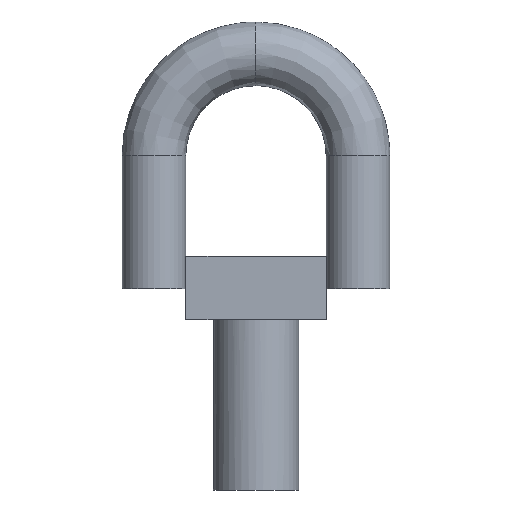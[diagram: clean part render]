
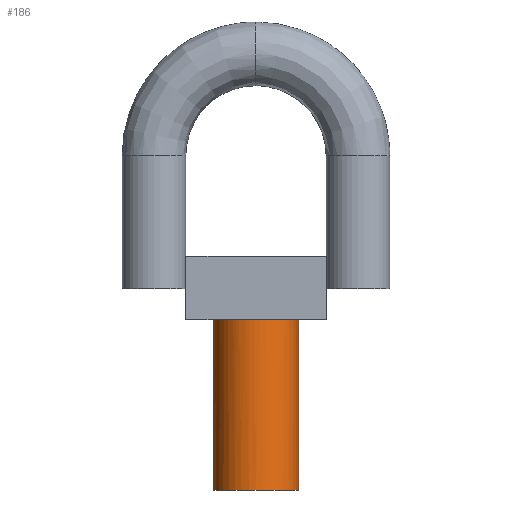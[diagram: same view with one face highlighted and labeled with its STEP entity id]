
A CAD part, front view. The second image highlights one B-rep face of the part: STEP entity #186.
In plain terms, the highlighted cylindrical face has radius 6.352 mm (diameter 12.704 mm), a partial arc.
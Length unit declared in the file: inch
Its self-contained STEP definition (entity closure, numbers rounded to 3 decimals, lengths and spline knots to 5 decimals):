
#186=ADVANCED_FACE('',(#361),#362,.T.);
#361=FACE_OUTER_BOUND('',#922,.T.);
#362=CYLINDRICAL_SURFACE('',#923,0.25009);
#922=EDGE_LOOP('',(#1322,#1323,#1324,#1325,#1326,#1327,#1328,#1329,#1330,#1331,#1332,#1333,#1334,#1335,#1336,#1337,#1338,#1339,#1340,#1341,#1342,#1343,#1344));
#923=AXIS2_PLACEMENT_3D('',#1345,#1346,#1347);
#1322=ORIENTED_EDGE('',*,*,#1435,.F.);
#1323=ORIENTED_EDGE('',*,*,#1410,.F.);
#1324=ORIENTED_EDGE('',*,*,#1395,.F.);
#1325=ORIENTED_EDGE('',*,*,#1384,.F.);
#1326=ORIENTED_EDGE('',*,*,#1459,.F.);
#1327=ORIENTED_EDGE('',*,*,#1512,.F.);
#1328=ORIENTED_EDGE('',*,*,#1535,.F.);
#1329=ORIENTED_EDGE('',*,*,#1491,.F.);
#1330=ORIENTED_EDGE('',*,*,#1359,.F.);
#1331=ORIENTED_EDGE('',*,*,#1493,.F.);
#1332=ORIENTED_EDGE('',*,*,#1405,.F.);
#1333=ORIENTED_EDGE('',*,*,#1510,.F.);
#1334=ORIENTED_EDGE('',*,*,#1466,.F.);
#1335=ORIENTED_EDGE('',*,*,#1500,.F.);
#1336=ORIENTED_EDGE('',*,*,#1445,.F.);
#1337=ORIENTED_EDGE('',*,*,#1501,.F.);
#1338=ORIENTED_EDGE('',*,*,#1468,.F.);
#1339=ORIENTED_EDGE('',*,*,#1509,.F.);
#1340=ORIENTED_EDGE('',*,*,#1547,.F.);
#1341=ORIENTED_EDGE('',*,*,#1484,.F.);
#1342=ORIENTED_EDGE('',*,*,#1431,.F.);
#1343=ORIENTED_EDGE('',*,*,#1436,.F.);
#1344=ORIENTED_EDGE('',*,*,#1400,.T.);
#1345=CARTESIAN_POINT('',(0.41174,0.41174,0.37504));
#1346=DIRECTION('',(-0.0,-0.0,1.0));
#1347=DIRECTION('',(1.0,0.0,0.0));
#1359=EDGE_CURVE('',#1553,#1554,#1555,.T.);
#1384=EDGE_CURVE('',#1599,#1601,#1602,.T.);
#1395=EDGE_CURVE('',#1601,#1621,#1622,.T.);
#1400=EDGE_CURVE('',#1627,#1626,#1629,.T.);
#1405=EDGE_CURVE('',#1635,#1636,#1637,.T.);
#1410=EDGE_CURVE('',#1621,#1644,#1645,.T.);
#1431=EDGE_CURVE('',#1679,#1681,#1682,.T.);
#1435=EDGE_CURVE('',#1644,#1626,#1686,.T.);
#1436=EDGE_CURVE('',#1627,#1679,#1687,.T.);
#1445=EDGE_CURVE('',#1699,#1700,#1701,.T.);
#1459=EDGE_CURVE('',#1718,#1599,#1720,.T.);
#1466=EDGE_CURVE('',#1731,#1732,#1733,.T.);
#1468=EDGE_CURVE('',#1734,#1736,#1737,.T.);
#1484=EDGE_CURVE('',#1681,#1755,#1756,.T.);
#1491=EDGE_CURVE('',#1554,#1764,#1765,.T.);
#1493=EDGE_CURVE('',#1636,#1553,#1767,.T.);
#1500=EDGE_CURVE('',#1700,#1731,#1775,.T.);
#1501=EDGE_CURVE('',#1736,#1699,#1776,.T.);
#1509=EDGE_CURVE('',#1784,#1734,#1786,.T.);
#1510=EDGE_CURVE('',#1732,#1635,#1787,.T.);
#1512=EDGE_CURVE('',#1788,#1718,#1790,.T.);
#1535=EDGE_CURVE('',#1764,#1788,#1817,.T.);
#1547=EDGE_CURVE('',#1755,#1784,#1829,.T.);
#1553=VERTEX_POINT('',#1835);
#1554=VERTEX_POINT('',#1836);
#1555=CIRCLE('',#1837,0.25009);
#1599=VERTEX_POINT('',#1911);
#1601=VERTEX_POINT('',#1916);
#1602=CIRCLE('',#1917,0.25009);
#1621=VERTEX_POINT('',#1963);
#1622=LINE('',#1964,#1965);
#1626=VERTEX_POINT('',#1973);
#1627=VERTEX_POINT('',#1974);
#1629=CIRCLE('',#1976,0.25009);
#1635=VERTEX_POINT('',#1986);
#1636=VERTEX_POINT('',#1987);
#1637=LINE('',#1988,#1989);
#1644=VERTEX_POINT('',#2003);
#1645=CIRCLE('',#2004,0.25009);
#1679=VERTEX_POINT('',#2055);
#1681=VERTEX_POINT('',#2057);
#1682=CIRCLE('',#2058,0.25009);
#1686=LINE('',#2068,#2069);
#1687=LINE('',#2070,#2071);
#1699=VERTEX_POINT('',#2087);
#1700=VERTEX_POINT('',#2088);
#1701=CIRCLE('',#2089,0.25009);
#1718=VERTEX_POINT('',#2119);
#1720=LINE('',#2124,#2125);
#1731=VERTEX_POINT('',#2146);
#1732=VERTEX_POINT('',#2147);
#1733=LINE('',#2148,#2149);
#1734=VERTEX_POINT('',#2150);
#1736=VERTEX_POINT('',#2155);
#1737=LINE('',#2156,#2157);
#1755=VERTEX_POINT('',#2194);
#1756=CIRCLE('',#2195,0.25009);
#1764=VERTEX_POINT('',#2213);
#1765=CIRCLE('',#2214,0.25009);
#1767=CIRCLE('',#2219,0.25009);
#1775=CIRCLE('',#2237,0.25009);
#1776=CIRCLE('',#2238,0.25009);
#1784=VERTEX_POINT('',#2256);
#1786=CIRCLE('',#2261,0.25009);
#1787=CIRCLE('',#2262,0.25009);
#1788=VERTEX_POINT('',#2263);
#1790=CIRCLE('',#2268,0.25009);
#1817=LINE('',#2307,#2308);
#1829=LINE('',#2322,#2323);
#1835=CARTESIAN_POINT('',(0.37015,0.16513,0.));
#1836=CARTESIAN_POINT('',(0.46796,0.16805,0.));
#1837=AXIS2_PLACEMENT_3D('',#2328,#2329,#2330);
#1911=CARTESIAN_POINT('',(0.51533,0.18411,0.375));
#1916=CARTESIAN_POINT('',(0.50969,0.18163,0.375));
#1917=AXIS2_PLACEMENT_3D('',#2358,#2359,#2360);
#1963=CARTESIAN_POINT('',(0.50969,0.18163,0.0));
#1964=CARTESIAN_POINT('',(0.50969,0.18163,0.));
#1965=VECTOR('',#2361,1.0);
#1973=CARTESIAN_POINT('',(0.66182,0.41174,-1.0001));
#1974=CARTESIAN_POINT('',(0.16165,0.41174,-1.0001));
#1976=AXIS2_PLACEMENT_3D('',#2366,#2367,#2368);
#1986=CARTESIAN_POINT('',(0.34638,0.17034,0.37504));
#1987=CARTESIAN_POINT('',(0.34638,0.17034,0.));
#1988=CARTESIAN_POINT('',(0.34638,0.17034,0.));
#1989=VECTOR('',#2370,1.0001);
#2003=CARTESIAN_POINT('',(0.66182,0.41174,0.));
#2004=AXIS2_PLACEMENT_3D('',#2372,#2373,#2374);
#2055=CARTESIAN_POINT('',(0.16165,0.41174,0.));
#2057=CARTESIAN_POINT('',(0.16512,0.37022,0.));
#2058=AXIS2_PLACEMENT_3D('',#2401,#2402,#2403);
#2068=CARTESIAN_POINT('',(0.66182,0.41174,0.37504));
#2069=VECTOR('',#2404,1.0);
#2070=CARTESIAN_POINT('',(0.16165,0.41174,0.37504));
#2071=VECTOR('',#2405,1.0);
#2087=CARTESIAN_POINT('',(0.20024,0.27828,0.));
#2088=CARTESIAN_POINT('',(0.27847,0.20012,0.));
#2089=AXIS2_PLACEMENT_3D('',#2416,#2417,#2418);
#2119=CARTESIAN_POINT('',(0.51533,0.18411,0.37504));
#2124=CARTESIAN_POINT('',(0.51533,0.18411,0.));
#2125=VECTOR('',#2426,1.0001);
#2146=CARTESIAN_POINT('',(0.31202,0.18239,0.));
#2147=CARTESIAN_POINT('',(0.31202,0.18239,0.37504));
#2148=CARTESIAN_POINT('',(0.31202,0.18239,0.));
#2149=VECTOR('',#2433,1.0001);
#2150=CARTESIAN_POINT('',(0.18257,0.31161,0.37504));
#2155=CARTESIAN_POINT('',(0.18257,0.31161,0.));
#2156=CARTESIAN_POINT('',(0.18257,0.31161,0.));
#2157=VECTOR('',#2434,1.0001);
#2194=CARTESIAN_POINT('',(0.17027,0.34666,0.));
#2195=AXIS2_PLACEMENT_3D('',#2447,#2448,#2449);
#2213=CARTESIAN_POINT('',(0.47523,0.16985,0.));
#2214=AXIS2_PLACEMENT_3D('',#2451,#2452,#2453);
#2219=AXIS2_PLACEMENT_3D('',#2454,#2455,#2456);
#2237=AXIS2_PLACEMENT_3D('',#2458,#2459,#2460);
#2238=AXIS2_PLACEMENT_3D('',#2461,#2462,#2463);
#2256=CARTESIAN_POINT('',(0.17027,0.34666,0.37504));
#2261=AXIS2_PLACEMENT_3D('',#2465,#2466,#2467);
#2262=AXIS2_PLACEMENT_3D('',#2468,#2469,#2470);
#2263=CARTESIAN_POINT('',(0.47523,0.16985,0.37504));
#2268=AXIS2_PLACEMENT_3D('',#2471,#2472,#2473);
#2307=CARTESIAN_POINT('',(0.47523,0.16985,0.));
#2308=VECTOR('',#2492,1.0001);
#2322=CARTESIAN_POINT('',(0.17027,0.34666,0.));
#2323=VECTOR('',#2498,1.0001);
#2328=CARTESIAN_POINT('',(0.41174,0.41174,0.));
#2329=DIRECTION('',(0.,0.,1.0));
#2330=DIRECTION('',(1.0,0.,0.));
#2358=CARTESIAN_POINT('',(0.41174,0.41174,0.375));
#2359=DIRECTION('',(0.,0.,-1.0));
#2360=DIRECTION('',(1.0,0.,0.));
#2361=DIRECTION('',(0.0,0.,-1.0));
#2366=CARTESIAN_POINT('',(0.41174,0.41174,-1.0001));
#2367=DIRECTION('',(0.0,0.0,1.0));
#2368=DIRECTION('',(1.0,0.0,0.0));
#2370=DIRECTION('',(0.0,0.,-1.0));
#2372=CARTESIAN_POINT('',(0.41174,0.41174,0.));
#2373=DIRECTION('',(0.,0.,1.0));
#2374=DIRECTION('',(1.0,0.,0.));
#2401=CARTESIAN_POINT('',(0.41174,0.41174,0.));
#2402=DIRECTION('',(0.,0.,1.0));
#2403=DIRECTION('',(1.0,0.,0.));
#2404=DIRECTION('',(0.0,0.0,-1.0));
#2405=DIRECTION('',(-0.0,-0.0,1.0));
#2416=CARTESIAN_POINT('',(0.41174,0.41174,0.));
#2417=DIRECTION('',(0.,0.,1.0));
#2418=DIRECTION('',(1.0,0.,0.));
#2426=DIRECTION('',(0.0,0.,-1.0));
#2433=DIRECTION('',(0.0,0.,1.0));
#2434=DIRECTION('',(0.0,0.,-1.0));
#2447=CARTESIAN_POINT('',(0.41174,0.41174,0.));
#2448=DIRECTION('',(0.,0.,1.0));
#2449=DIRECTION('',(1.0,0.,0.));
#2451=CARTESIAN_POINT('',(0.41174,0.41174,0.));
#2452=DIRECTION('',(0.,0.,1.0));
#2453=DIRECTION('',(1.0,0.,0.));
#2454=CARTESIAN_POINT('',(0.41174,0.41174,0.));
#2455=DIRECTION('',(0.,0.,1.0));
#2456=DIRECTION('',(1.0,0.,0.));
#2458=CARTESIAN_POINT('',(0.41174,0.41174,0.));
#2459=DIRECTION('',(0.,0.,1.0));
#2460=DIRECTION('',(1.0,0.,0.));
#2461=CARTESIAN_POINT('',(0.41174,0.41174,0.));
#2462=DIRECTION('',(0.,0.,1.0));
#2463=DIRECTION('',(1.0,0.,0.));
#2465=CARTESIAN_POINT('',(0.41174,0.41174,0.37504));
#2466=DIRECTION('',(0.0,0.0,1.0));
#2467=DIRECTION('',(1.0,0.0,0.0));
#2468=CARTESIAN_POINT('',(0.41174,0.41174,0.37504));
#2469=DIRECTION('',(0.0,0.0,1.0));
#2470=DIRECTION('',(1.0,0.0,0.0));
#2471=CARTESIAN_POINT('',(0.41174,0.41174,0.37504));
#2472=DIRECTION('',(0.0,0.0,1.0));
#2473=DIRECTION('',(1.0,0.0,0.0));
#2492=DIRECTION('',(0.0,0.,1.0));
#2498=DIRECTION('',(0.0,0.,1.0));
